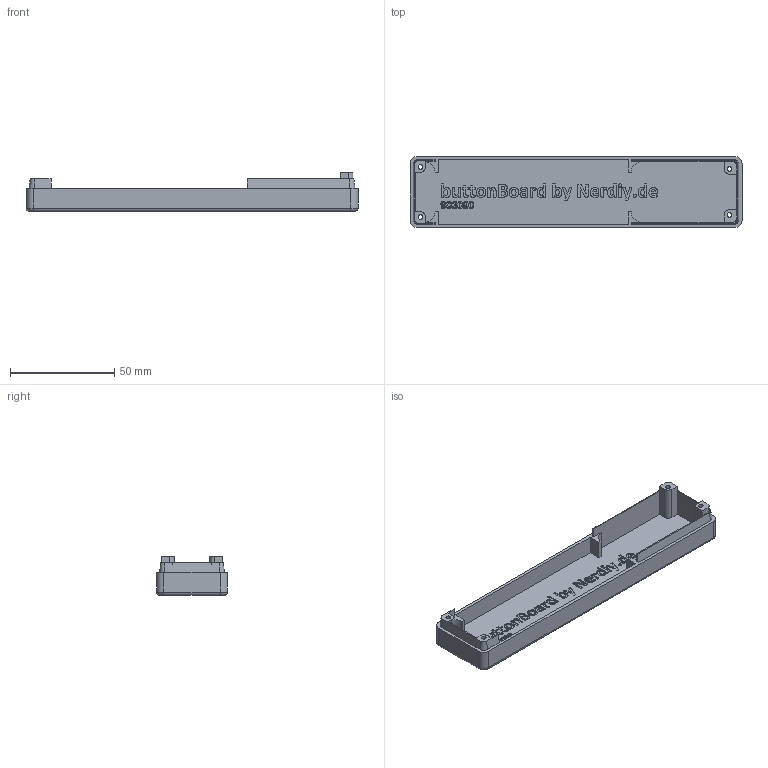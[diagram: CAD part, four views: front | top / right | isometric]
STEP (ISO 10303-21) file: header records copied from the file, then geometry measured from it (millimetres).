
FILE_DESCRIPTION(/* description */ (''),/* implementation_level */ '2;1');
FILE_NAME(/* name */ 'bottom_side_incl_display_for_903090_battery_V1.0.stp',/* time_stamp */ '2021-12-11T11:29:09+01:00',/* author */ ('Fab'),/* organization */ (''),/* preprocessor_version */ 'ST-DEVELOPER v18',/* originating_system */ 'Autodesk Inventor 2020',/* authorisation */ '');
FILE_SCHEMA (('AUTOMOTIVE_DESIGN { 1 0 10303 214 3 1 1 }'));
Length unit declared in the file: millimetre
Products named in the file (1): bottom_side_incl_display_for_903090_battery_V1.0
Bounding box: 159 x 34 x 18.5 mm (x, y, z)
Volume: 19758.2 mm3; surface area: 20716.8 mm2
Topology: 1 solids, 1 shells, 552 faces, 1587 edges, 1166 vertices
Faces by surface type: bspline 317, plane 201, cylinder 22, cone 8, torus 4
Full cylindrical faces by diameter (mm): 2.2 x4
Entity records: 20461 total; most frequent: CARTESIAN_POINT 8459, ORIENTED_EDGE 2982, EDGE_CURVE 1491, DIRECTION 1449, VERTEX_POINT 988, LINE 797, VECTOR 797, B_SPLINE_CURVE_WITH_KNOTS 634
